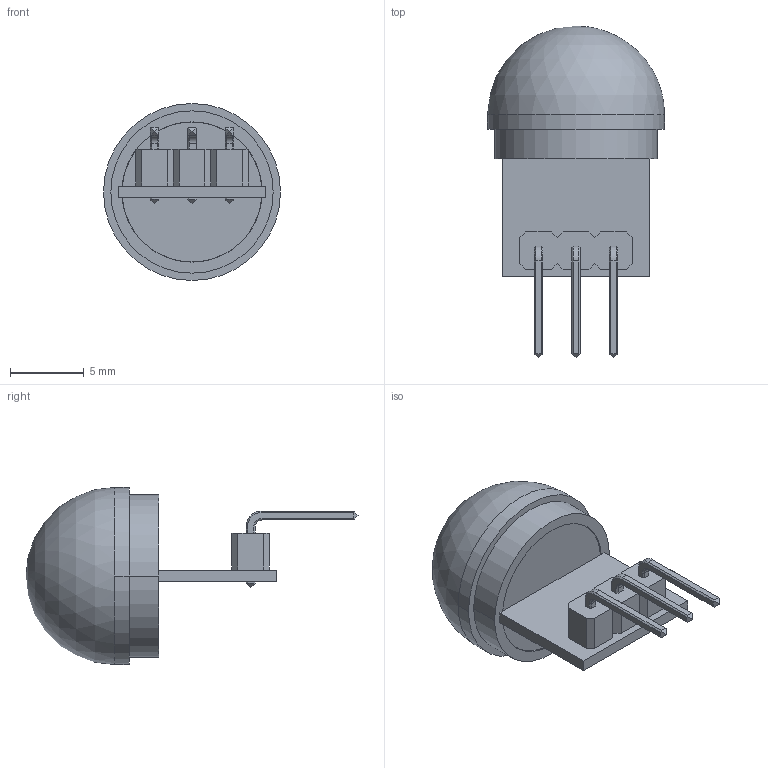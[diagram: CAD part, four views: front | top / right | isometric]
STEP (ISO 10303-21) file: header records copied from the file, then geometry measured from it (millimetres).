
FILE_DESCRIPTION (( 'STEP AP214' ), '1' );
FILE_NAME ('AM312 Pyroelectric Infrared Sensor .STEP', '2021-11-24T10:34:04', ( '' ), ( '' ), 'SwSTEP 2.0', 'SolidWorks 2020', '' );
FILE_SCHEMA (( 'AUTOMOTIVE_DESIGN' ));
Length unit declared in the file: millimetre
Products named in the file (1): AM312 Pyroelectric Infrared Sensor 
Bounding box: 12 x 22.5 x 12 mm (x, y, z)
Volume: 866.9 mm3; surface area: 742 mm2
Topology: 1 solids, 1 shells, 142 faces, 368 edges, 234 vertices
Faces by surface type: plane 118, cylinder 12, cone 11, sphere 1
Entity records: 5825 total; most frequent: CARTESIAN_POINT 742, ORIENTED_EDGE 732, DIRECTION 691, EDGE_CURVE 366, VECTOR 327, LINE 327, VERTEX_POINT 233, AXIS2_PLACEMENT_3D 182
